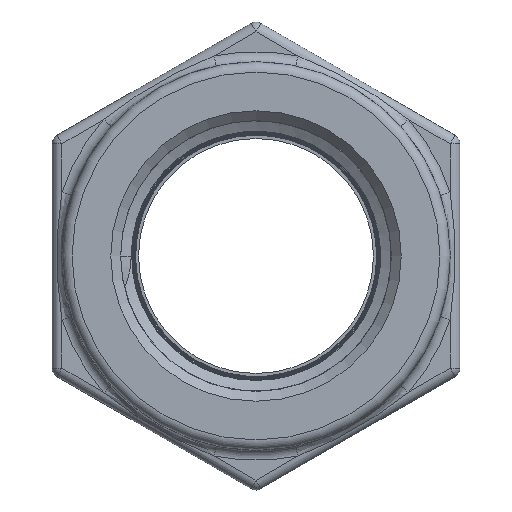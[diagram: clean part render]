
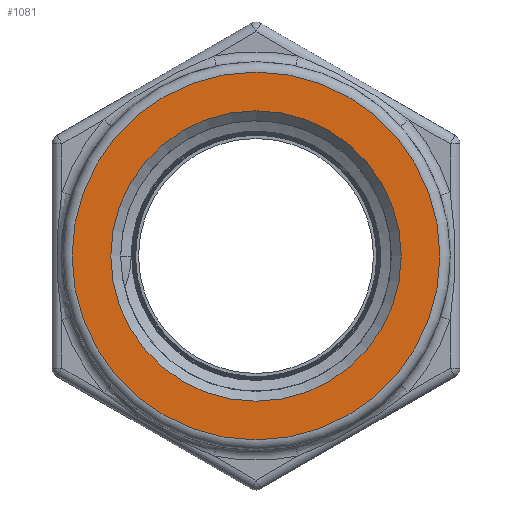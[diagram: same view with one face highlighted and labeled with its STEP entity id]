
A CAD part, left-side view. The second image highlights one B-rep face of the part: STEP entity #1081.
In plain terms, the highlighted planar face has unit normal (-1, 0, 0).
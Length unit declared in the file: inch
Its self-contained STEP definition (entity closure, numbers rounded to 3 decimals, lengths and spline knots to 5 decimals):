
#201=PLANE($,#1195);
#221=FACE_BOUND($,#340,.T.);
#222=FACE_BOUND($,#341,.T.);
#340=EDGE_LOOP($,(#838));
#341=EDGE_LOOP($,(#839));
#437=CIRCLE($,#1194,1.1275);
#438=CIRCLE($,#1196,0.89);
#526=VERTEX_POINT($,#3266);
#527=VERTEX_POINT($,#3269);
#637=EDGE_CURVE($,#526,#526,#437,.T.);
#638=EDGE_CURVE($,#527,#527,#438,.T.);
#838=ORIENTED_EDGE($,*,*,#638,.T.);
#839=ORIENTED_EDGE($,*,*,#637,.F.);
#1081=ADVANCED_FACE($,(#221,#222),#201,.T.);
#1194=AXIS2_PLACEMENT_3D($,#3267,#1408,#1409);
#1195=AXIS2_PLACEMENT_3D($,#3268,#1410,#1411);
#1196=AXIS2_PLACEMENT_3D($,#3270,#1412,#1413);
#1408=DIRECTION('center_axis',(1.,0.,0.));
#1409=DIRECTION('ref_axis',(0.,-1.,0.));
#1410=DIRECTION('center_axis',(-1.,0.,0.));
#1411=DIRECTION('ref_axis',(0.,0.,1.));
#1412=DIRECTION('center_axis',(1.,0.,0.));
#1413=DIRECTION('ref_axis',(0.,1.,0.));
#3266=CARTESIAN_POINT('',(0.,1.1275,0.));
#3267=CARTESIAN_POINT('Origin',(0.,0.,0.));
#3268=CARTESIAN_POINT('Origin',(0.,1.04,0.));
#3269=CARTESIAN_POINT('',(0.,0.89,0.));
#3270=CARTESIAN_POINT('Origin',(0.,0.,0.));
